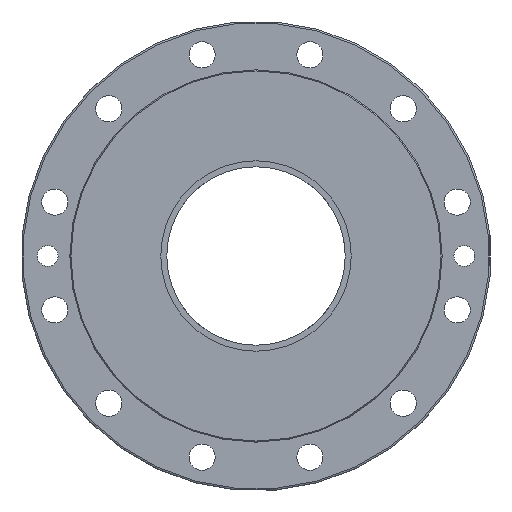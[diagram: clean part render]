
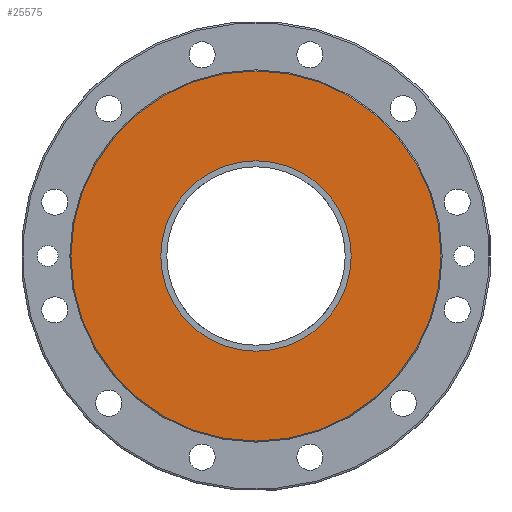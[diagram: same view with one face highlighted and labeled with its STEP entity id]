
A CAD part, left-side view. The second image highlights one B-rep face of the part: STEP entity #25575.
In plain terms, the highlighted planar face has unit normal (-1, 0, 0).
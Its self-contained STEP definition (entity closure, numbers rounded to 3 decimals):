
#589=PLANE('',#27077);
#3664=CIRCLE('',#27076,155.495);
#3665=CIRCLE('',#27078,80.);
#5401=ORIENTED_EDGE('',*,*,#10061,.T.);
#5402=ORIENTED_EDGE('',*,*,#10060,.T.);
#10060=EDGE_CURVE('',#12468,#12468,#3664,.T.);
#10061=EDGE_CURVE('',#12469,#12469,#3665,.F.);
#12468=VERTEX_POINT('',#35676);
#12469=VERTEX_POINT('',#35679);
#14225=EDGE_LOOP('',(#5401));
#14226=EDGE_LOOP('',(#5402));
#15831=FACE_BOUND('',#14225,.T.);
#15832=FACE_BOUND('',#14226,.T.);
#25575=ADVANCED_FACE('',(#15831,#15832),#589,.T.);
#27076=AXIS2_PLACEMENT_3D('',#35675,#30044,#30045);
#27077=AXIS2_PLACEMENT_3D('',#35677,#30046,#30047);
#27078=AXIS2_PLACEMENT_3D('',#35678,#30048,#30049);
#30044=DIRECTION('',(-1.,0.,0.));
#30045=DIRECTION('',(0.,0.5,-0.866));
#30046=DIRECTION('',(-1.,0.,0.));
#30047=DIRECTION('',(0.,0.5,-0.866));
#30048=DIRECTION('',(-1.,0.,0.));
#30049=DIRECTION('',(0.,-1.,0.));
#35675=CARTESIAN_POINT('',(-177.639,0.,0.));
#35676=CARTESIAN_POINT('',(-177.639,77.748,-134.663));
#35677=CARTESIAN_POINT('',(-177.639,-44.45,76.99));
#35678=CARTESIAN_POINT('',(-177.639,0.,0.));
#35679=CARTESIAN_POINT('',(-177.639,-80.,0.));
